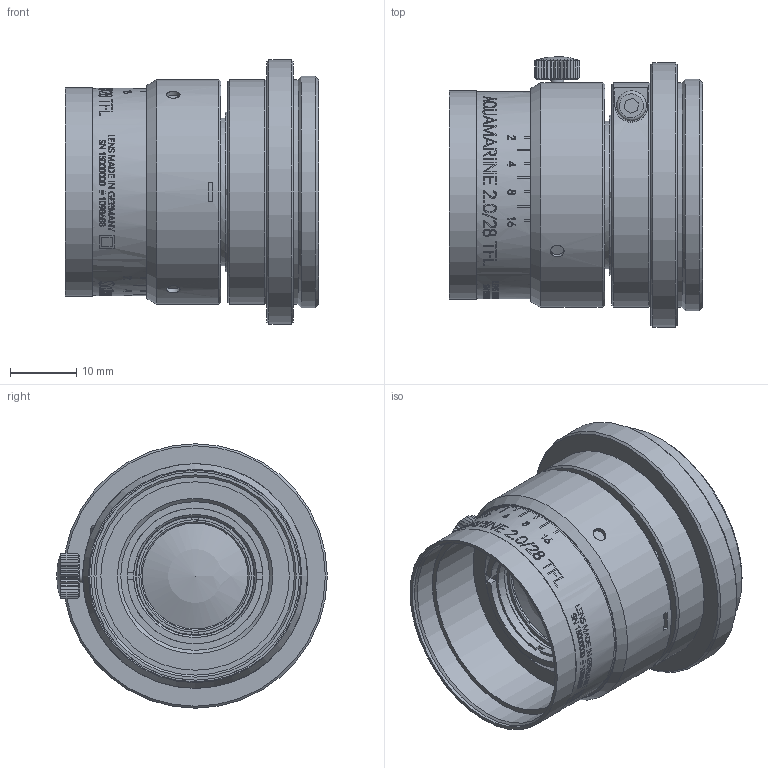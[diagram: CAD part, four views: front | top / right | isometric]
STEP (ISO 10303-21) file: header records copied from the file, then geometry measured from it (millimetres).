
FILE_DESCRIPTION(/* description */ (''),/* implementation_level */ '2;1');
FILE_NAME(/* name */ '1098688_00156370_002.stp',/* time_stamp */ '2021-09-03T10:55:33+02:00',/* author */ (''),/* organization */ (''),/* preprocessor_version */ 'ST-DEVELOPER v16',/* originating_system */ 'SIEMENS PLM Software NX 10.0',/* authorisation */ '');
FILE_SCHEMA (('AP203_CONFIGURATION_CONTROLLED_3D_DESIGN_OF_MECHANICAL_PARTS_AND_ASSEMBLIES_MIM_LF { 1 0 10303 403 2 1 2}'));
Length unit declared in the file: millimetre
Products named in the file (1): Froe44B888F2um8a
Bounding box: 38.27 x 40.94 x 40 mm (x, y, z)
Volume: 22538.9 mm3; surface area: 12593.9 mm2
Topology: 1 solids, 5 shells, 538 faces, 1817 edges, 1427 vertices
Faces by surface type: plane 250, cylinder 237, cone 44, torus 4, sphere 3
Full cylindrical faces by diameter (mm): 1.1 x1, 1.7 x3, 1.9 x3, 2 x1, 2.05 x3, 2.5 x2, 2.7 x3, 2.8 x1, 4.5 x1, 13 x1, 15.5 x1, 16 x1, 16.6 x1, 17 x1, 17.5 x1, 17.8 x1, 18.6 x1, 19.5 x1, 20 x1, 20.5 x1, 22.3 x1, 22.5 x2, 23 x1, 23.1 x1, 24 x1, 28.5 x1, 30 x1, 30.6 x1, 31.3 x1, 31.38 x1
Entity records: 22265 total; most frequent: CARTESIAN_POINT 7745, ORIENTED_EDGE 3385, DIRECTION 2254, EDGE_CURVE 1707, VERTEX_POINT 1396, AXIS2_PLACEMENT_3D 897, B_SPLINE_CURVE_WITH_KNOTS 851, EDGE_LOOP 784
